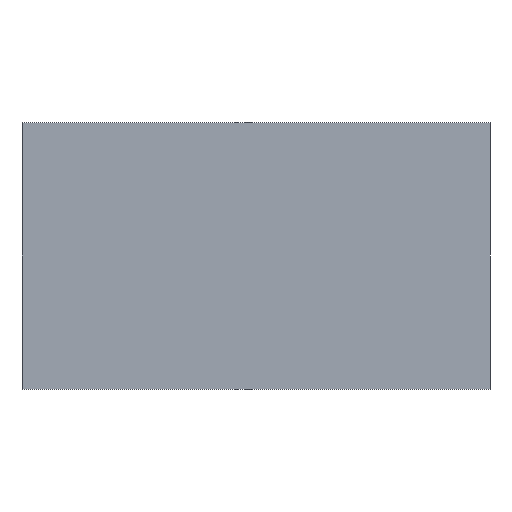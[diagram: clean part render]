
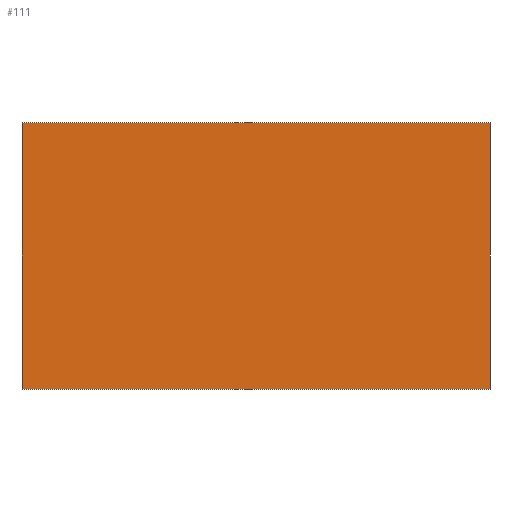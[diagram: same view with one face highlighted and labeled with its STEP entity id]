
A CAD part, front view. The second image highlights one B-rep face of the part: STEP entity #111.
In plain terms, the highlighted planar face has unit normal (0, -1, 0).
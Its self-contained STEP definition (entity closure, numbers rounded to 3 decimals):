
#40=ORIENTED_EDGE('',*,*,#44,.T.);
#41=ORIENTED_EDGE('',*,*,#48,.T.);
#42=ORIENTED_EDGE('',*,*,#51,.T.);
#43=ORIENTED_EDGE('',*,*,#54,.T.);
#44=EDGE_CURVE('',#56,#57,#64,.T.);
#48=EDGE_CURVE('',#57,#60,#68,.T.);
#51=EDGE_CURVE('',#60,#62,#71,.T.);
#54=EDGE_CURVE('',#62,#56,#74,.T.);
#56=VERTEX_POINT('',#160);
#57=VERTEX_POINT('',#161);
#60=VERTEX_POINT('',#169);
#62=VERTEX_POINT('',#175);
#64=LINE('',#159,#76);
#68=LINE('',#168,#80);
#71=LINE('',#174,#83);
#74=LINE('',#180,#86);
#76=VECTOR('',#135,1000.);
#80=VECTOR('',#141,1000.);
#83=VECTOR('',#146,1000.);
#86=VECTOR('',#151,1000.);
#93=EDGE_LOOP('',(#40,#41,#42,#43));
#99=FACE_BOUND('',#93,.T.);
#105=PLANE('',#130);
#111=ADVANCED_FACE('',(#99),#105,.T.);
#130=AXIS2_PLACEMENT_3D('',#183,#155,#156);
#135=DIRECTION('',(-1.,0.,0.));
#141=DIRECTION('',(0.,0.,-1.));
#146=DIRECTION('',(1.,0.,0.));
#151=DIRECTION('',(0.,0.,1.));
#155=DIRECTION('',(0.,-1.,0.));
#156=DIRECTION('',(0.,0.,-1.));
#159=CARTESIAN_POINT('',(174.,0.,99.));
#160=CARTESIAN_POINT('',(174.,0.,99.));
#161=CARTESIAN_POINT('',(-174.,0.,99.));
#168=CARTESIAN_POINT('',(-174.,0.,99.));
#169=CARTESIAN_POINT('',(-174.,0.,-99.));
#174=CARTESIAN_POINT('',(-174.,0.,-99.));
#175=CARTESIAN_POINT('',(174.,0.,-99.));
#180=CARTESIAN_POINT('',(174.,0.,-99.));
#183=CARTESIAN_POINT('',(0.,0.,0.));
